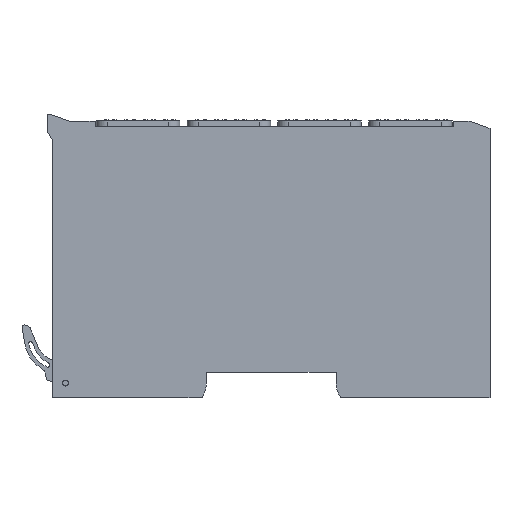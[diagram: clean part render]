
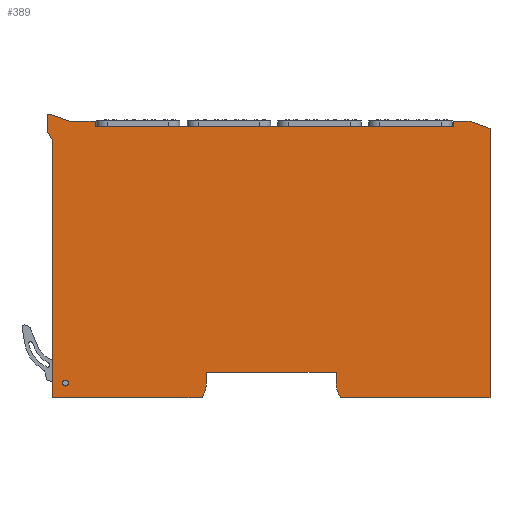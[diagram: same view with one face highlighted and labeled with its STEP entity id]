
A CAD part, left-side view. The second image highlights one B-rep face of the part: STEP entity #389.
In plain terms, the highlighted planar face has unit normal (-1, 0, 0).
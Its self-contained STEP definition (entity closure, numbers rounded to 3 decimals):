
#203=AXIS2_PLACEMENT_3D('Plane Axis2P3D',#200,#201,#202) ;
#284=AXIS2_PLACEMENT_3D('Circle Axis2P3D',#282,#283,$) ;
#312=AXIS2_PLACEMENT_3D('Circle Axis2P3D',#310,#311,$) ;
#373=AXIS2_PLACEMENT_3D('Circle Axis2P3D',#371,#372,$) ;
#382=AXIS2_PLACEMENT_3D('Circle Axis2P3D',#380,#381,$) ;
#49=CARTESIAN_POINT('Vertex',(0.,0.,73.566)) ;
#52=CARTESIAN_POINT('Line Origine',(0.,0.,36.783)) ;
#56=CARTESIAN_POINT('Vertex',(0.,0.,0.)) ;
#184=CARTESIAN_POINT('Vertex',(0.,5.45,75.55)) ;
#187=CARTESIAN_POINT('Line Origine',(0.,2.725,74.558)) ;
#200=CARTESIAN_POINT('Axis2P3D Location',(0.,119.5,0.)) ;
#205=CARTESIAN_POINT('Line Origine',(0.,111.405,75.55)) ;
#209=CARTESIAN_POINT('Vertex',(0.,114.91,75.55)) ;
#211=CARTESIAN_POINT('Vertex',(0.,107.9,75.55)) ;
#214=CARTESIAN_POINT('Line Origine',(0.,117.52,76.5)) ;
#218=CARTESIAN_POINT('Vertex',(0.,120.13,77.45)) ;
#221=CARTESIAN_POINT('Line Origine',(0.,120.415,77.45)) ;
#225=CARTESIAN_POINT('Vertex',(0.,120.7,77.45)) ;
#229=CARTESIAN_POINT('Control Point',(0.,120.7,77.45)) ;
#230=CARTESIAN_POINT('Control Point',(0.,120.737,77.45)) ;
#231=CARTESIAN_POINT('Control Point',(0.,120.775,77.444)) ;
#232=CARTESIAN_POINT('Control Point',(0.,120.813,77.432)) ;
#233=CARTESIAN_POINT('Control Point',(0.,120.88,77.397)) ;
#234=CARTESIAN_POINT('Control Point',(0.,120.933,77.344)) ;
#235=CARTESIAN_POINT('Control Point',(0.,120.957,77.311)) ;
#236=CARTESIAN_POINT('Control Point',(0.,120.983,77.261)) ;
#237=CARTESIAN_POINT('Control Point',(0.,120.996,77.206)) ;
#238=CARTESIAN_POINT('Control Point',(0.,120.999,77.187)) ;
#239=CARTESIAN_POINT('Control Point',(0.,121.,77.169)) ;
#240=CARTESIAN_POINT('Control Point',(0.,121.,77.15)) ;
#241=CARTESIAN_POINT('Vertex',(0.,121.,77.15)) ;
#244=CARTESIAN_POINT('Line Origine',(0.,121.,75.089)) ;
#248=CARTESIAN_POINT('Vertex',(0.,121.,73.028)) ;
#252=CARTESIAN_POINT('Control Point',(0.,121.,73.028)) ;
#253=CARTESIAN_POINT('Control Point',(0.,121.,72.997)) ;
#254=CARTESIAN_POINT('Control Point',(0.,120.996,72.966)) ;
#255=CARTESIAN_POINT('Control Point',(0.,120.987,72.934)) ;
#256=CARTESIAN_POINT('Control Point',(0.,120.975,72.905)) ;
#257=CARTESIAN_POINT('Control Point',(0.,120.96,72.878)) ;
#258=CARTESIAN_POINT('Vertex',(0.,120.96,72.878)) ;
#261=CARTESIAN_POINT('Line Origine',(0.,120.23,71.614)) ;
#265=CARTESIAN_POINT('Vertex',(0.,119.5,70.35)) ;
#268=CARTESIAN_POINT('Line Origine',(0.,119.5,35.175)) ;
#272=CARTESIAN_POINT('Vertex',(0.,119.5,0.)) ;
#275=CARTESIAN_POINT('Line Origine',(0.,99.095,0.)) ;
#279=CARTESIAN_POINT('Vertex',(0.,78.69,0.)) ;
#282=CARTESIAN_POINT('Axis2P3D Location',(0.,84.95,4.13)) ;
#286=CARTESIAN_POINT('Vertex',(0.,77.45,4.13)) ;
#289=CARTESIAN_POINT('Line Origine',(0.,77.45,5.565)) ;
#293=CARTESIAN_POINT('Vertex',(0.,77.45,7.)) ;
#296=CARTESIAN_POINT('Line Origine',(0.,59.75,7.)) ;
#300=CARTESIAN_POINT('Vertex',(0.,42.05,7.)) ;
#303=CARTESIAN_POINT('Line Origine',(0.,42.05,5.565)) ;
#307=CARTESIAN_POINT('Vertex',(0.,42.05,4.13)) ;
#310=CARTESIAN_POINT('Axis2P3D Location',(0.,34.55,4.13)) ;
#314=CARTESIAN_POINT('Vertex',(0.,40.81,0.)) ;
#317=CARTESIAN_POINT('Line Origine',(0.,20.405,0.)) ;
#322=CARTESIAN_POINT('Line Origine',(0.,7.725,75.55)) ;
#326=CARTESIAN_POINT('Vertex',(0.,10.,75.55)) ;
#329=CARTESIAN_POINT('Line Origine',(0.,10.,74.8)) ;
#333=CARTESIAN_POINT('Vertex',(0.,10.,74.05)) ;
#336=CARTESIAN_POINT('Line Origine',(0.,58.95,74.05)) ;
#340=CARTESIAN_POINT('Vertex',(0.,107.9,74.05)) ;
#343=CARTESIAN_POINT('Line Origine',(0.,107.9,74.8)) ;
#371=CARTESIAN_POINT('Axis2P3D Location',(0.,116.,4.)) ;
#375=CARTESIAN_POINT('Vertex',(0.,116.,4.8)) ;
#377=CARTESIAN_POINT('Vertex',(0.,116.,3.2)) ;
#380=CARTESIAN_POINT('Axis2P3D Location',(0.,116.,4.)) ;
#53=DIRECTION('Vector Direction',(0.,0.,1.)) ;
#188=DIRECTION('Vector Direction',(0.,0.94,0.342)) ;
#201=DIRECTION('Axis2P3D Direction',(1.,-0.,0.)) ;
#202=DIRECTION('Axis2P3D XDirection',(0.,0.,-1.)) ;
#206=DIRECTION('Vector Direction',(0.,-1.,0.)) ;
#215=DIRECTION('Vector Direction',(0.,-0.94,-0.342)) ;
#222=DIRECTION('Vector Direction',(0.,-1.,0.)) ;
#245=DIRECTION('Vector Direction',(0.,0.,1.)) ;
#262=DIRECTION('Vector Direction',(0.,0.5,0.866)) ;
#269=DIRECTION('Vector Direction',(0.,0.,1.)) ;
#276=DIRECTION('Vector Direction',(0.,-1.,0.)) ;
#283=DIRECTION('Axis2P3D Direction',(1.,-0.,0.)) ;
#290=DIRECTION('Vector Direction',(0.,0.,1.)) ;
#297=DIRECTION('Vector Direction',(0.,-1.,0.)) ;
#304=DIRECTION('Vector Direction',(0.,0.,-1.)) ;
#311=DIRECTION('Axis2P3D Direction',(1.,-0.,0.)) ;
#318=DIRECTION('Vector Direction',(0.,-1.,0.)) ;
#323=DIRECTION('Vector Direction',(0.,-1.,0.)) ;
#330=DIRECTION('Vector Direction',(0.,0.,-1.)) ;
#337=DIRECTION('Vector Direction',(0.,1.,0.)) ;
#344=DIRECTION('Vector Direction',(0.,0.,1.)) ;
#372=DIRECTION('Axis2P3D Direction',(1.,-0.,0.)) ;
#381=DIRECTION('Axis2P3D Direction',(1.,-0.,0.)) ;
#54=VECTOR('Line Direction',#53,1.) ;
#189=VECTOR('Line Direction',#188,1.) ;
#207=VECTOR('Line Direction',#206,1.) ;
#216=VECTOR('Line Direction',#215,1.) ;
#223=VECTOR('Line Direction',#222,1.) ;
#246=VECTOR('Line Direction',#245,1.) ;
#263=VECTOR('Line Direction',#262,1.) ;
#270=VECTOR('Line Direction',#269,1.) ;
#277=VECTOR('Line Direction',#276,1.) ;
#291=VECTOR('Line Direction',#290,1.) ;
#298=VECTOR('Line Direction',#297,1.) ;
#305=VECTOR('Line Direction',#304,1.) ;
#319=VECTOR('Line Direction',#318,1.) ;
#324=VECTOR('Line Direction',#323,1.) ;
#331=VECTOR('Line Direction',#330,1.) ;
#338=VECTOR('Line Direction',#337,1.) ;
#345=VECTOR('Line Direction',#344,1.) ;
#349=ORIENTED_EDGE('',*,*,#213,.F.) ;
#350=ORIENTED_EDGE('',*,*,#220,.F.) ;
#351=ORIENTED_EDGE('',*,*,#227,.F.) ;
#352=ORIENTED_EDGE('',*,*,#243,.F.) ;
#353=ORIENTED_EDGE('',*,*,#250,.F.) ;
#354=ORIENTED_EDGE('',*,*,#260,.F.) ;
#355=ORIENTED_EDGE('',*,*,#267,.F.) ;
#356=ORIENTED_EDGE('',*,*,#274,.F.) ;
#357=ORIENTED_EDGE('',*,*,#281,.T.) ;
#358=ORIENTED_EDGE('',*,*,#288,.F.) ;
#359=ORIENTED_EDGE('',*,*,#295,.T.) ;
#360=ORIENTED_EDGE('',*,*,#302,.T.) ;
#361=ORIENTED_EDGE('',*,*,#309,.T.) ;
#362=ORIENTED_EDGE('',*,*,#316,.F.) ;
#363=ORIENTED_EDGE('',*,*,#321,.T.) ;
#364=ORIENTED_EDGE('',*,*,#58,.T.) ;
#365=ORIENTED_EDGE('',*,*,#191,.T.) ;
#366=ORIENTED_EDGE('',*,*,#328,.F.) ;
#367=ORIENTED_EDGE('',*,*,#335,.T.) ;
#368=ORIENTED_EDGE('',*,*,#342,.T.) ;
#369=ORIENTED_EDGE('',*,*,#347,.T.) ;
#386=ORIENTED_EDGE('',*,*,#379,.F.) ;
#387=ORIENTED_EDGE('',*,*,#384,.F.) ;
#388=FACE_BOUND('',#385,.T.) ;
#389=ADVANCED_FACE('Housing',(#370,#388),#204,.F.) ;
#228=B_SPLINE_CURVE_WITH_KNOTS('',5,(#229,#230,#231,#232,#233,#234,#235,#236,#237,#238,#239,#240),.UNSPECIFIED.,.F.,.U.,(6,3,3,6),(0.,0.265,0.531,0.664),.UNSPECIFIED.) ;
#251=B_SPLINE_CURVE_WITH_KNOTS('',5,(#252,#253,#254,#255,#256,#257),.UNSPECIFIED.,.F.,.U.,(6,6),(0.,0.222),.UNSPECIFIED.) ;
#285=CIRCLE('generated circle',#284,7.5) ;
#313=CIRCLE('generated circle',#312,7.5) ;
#374=CIRCLE('generated circle',#373,0.8) ;
#383=CIRCLE('generated circle',#382,0.8) ;
#58=EDGE_CURVE('',#57,#50,#55,.T.) ;
#191=EDGE_CURVE('',#50,#185,#190,.T.) ;
#213=EDGE_CURVE('',#210,#212,#208,.T.) ;
#220=EDGE_CURVE('',#219,#210,#217,.T.) ;
#227=EDGE_CURVE('',#226,#219,#224,.T.) ;
#243=EDGE_CURVE('',#242,#226,#228,.F.) ;
#250=EDGE_CURVE('',#249,#242,#247,.T.) ;
#260=EDGE_CURVE('',#259,#249,#251,.F.) ;
#267=EDGE_CURVE('',#266,#259,#264,.T.) ;
#274=EDGE_CURVE('',#273,#266,#271,.T.) ;
#281=EDGE_CURVE('',#273,#280,#278,.T.) ;
#288=EDGE_CURVE('',#287,#280,#285,.T.) ;
#295=EDGE_CURVE('',#287,#294,#292,.T.) ;
#302=EDGE_CURVE('',#294,#301,#299,.T.) ;
#309=EDGE_CURVE('',#301,#308,#306,.T.) ;
#316=EDGE_CURVE('',#315,#308,#313,.T.) ;
#321=EDGE_CURVE('',#315,#57,#320,.T.) ;
#328=EDGE_CURVE('',#327,#185,#325,.T.) ;
#335=EDGE_CURVE('',#327,#334,#332,.T.) ;
#342=EDGE_CURVE('',#334,#341,#339,.T.) ;
#347=EDGE_CURVE('',#341,#212,#346,.T.) ;
#379=EDGE_CURVE('',#376,#378,#374,.F.) ;
#384=EDGE_CURVE('',#378,#376,#383,.F.) ;
#348=EDGE_LOOP('',(#349,#350,#351,#352,#353,#354,#355,#356,#357,#358,#359,#360,#361,#362,#363,#364,#365,#366,#367,#368,#369)) ;
#385=EDGE_LOOP('',(#386,#387)) ;
#370=FACE_OUTER_BOUND('',#348,.T.) ;
#55=LINE('Line',#52,#54) ;
#190=LINE('Line',#187,#189) ;
#208=LINE('Line',#205,#207) ;
#217=LINE('Line',#214,#216) ;
#224=LINE('Line',#221,#223) ;
#247=LINE('Line',#244,#246) ;
#264=LINE('Line',#261,#263) ;
#271=LINE('Line',#268,#270) ;
#278=LINE('Line',#275,#277) ;
#292=LINE('Line',#289,#291) ;
#299=LINE('Line',#296,#298) ;
#306=LINE('Line',#303,#305) ;
#320=LINE('Line',#317,#319) ;
#325=LINE('Line',#322,#324) ;
#332=LINE('Line',#329,#331) ;
#339=LINE('Line',#336,#338) ;
#346=LINE('Line',#343,#345) ;
#204=PLANE('',#203) ;
#50=VERTEX_POINT('',#49) ;
#57=VERTEX_POINT('',#56) ;
#185=VERTEX_POINT('',#184) ;
#210=VERTEX_POINT('',#209) ;
#212=VERTEX_POINT('',#211) ;
#219=VERTEX_POINT('',#218) ;
#226=VERTEX_POINT('',#225) ;
#242=VERTEX_POINT('',#241) ;
#249=VERTEX_POINT('',#248) ;
#259=VERTEX_POINT('',#258) ;
#266=VERTEX_POINT('',#265) ;
#273=VERTEX_POINT('',#272) ;
#280=VERTEX_POINT('',#279) ;
#287=VERTEX_POINT('',#286) ;
#294=VERTEX_POINT('',#293) ;
#301=VERTEX_POINT('',#300) ;
#308=VERTEX_POINT('',#307) ;
#315=VERTEX_POINT('',#314) ;
#327=VERTEX_POINT('',#326) ;
#334=VERTEX_POINT('',#333) ;
#341=VERTEX_POINT('',#340) ;
#376=VERTEX_POINT('',#375) ;
#378=VERTEX_POINT('',#377) ;
